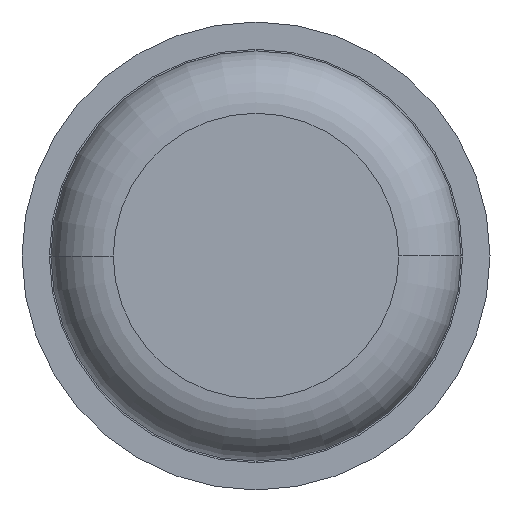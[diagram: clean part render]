
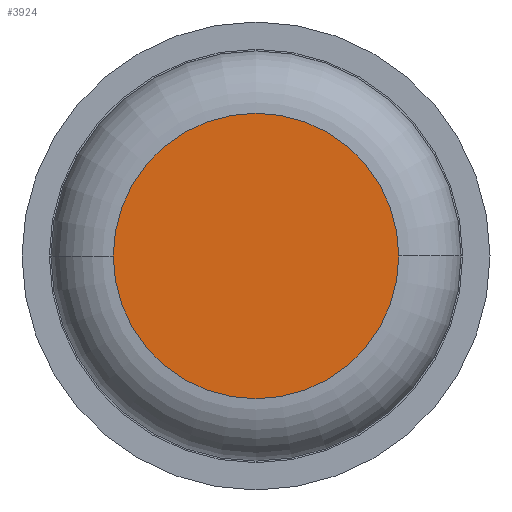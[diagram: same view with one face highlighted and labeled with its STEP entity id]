
A CAD part, front view. The second image highlights one B-rep face of the part: STEP entity #3924.
In plain terms, the highlighted planar face has unit normal (0, -1, 0).
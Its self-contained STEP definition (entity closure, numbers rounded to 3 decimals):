
#194 = EDGE_CURVE ( 'Defeature ausgef�hrt1_6+Defeature ausgef�hrt1_7+Defeature ausgef�hrt1_7+Defeature ausgef�hrt1_7', #606, #4002, #2458, .T. ) ;
#443 = EDGE_CURVE ( 'Defeature ausgef�hrt1_6+Defeature ausgef�hrt1_7+Defeature ausgef�hrt1_7+Defeature ausgef�hrt1_7', #4002, #606, #1335, .T. ) ;
#606 = VERTEX_POINT ( 'NONE', #1772 ) ;
#925 = AXIS2_PLACEMENT_3D ( 'NONE', #1278, #980, #1577 ) ;
#980 = DIRECTION ( 'NONE',  ( 0., -1., 0. ) ) ;
#1271 = FACE_OUTER_BOUND ( 'NONE', #3457, .T. ) ;
#1278 = CARTESIAN_POINT ( 'NONE',  ( 0., 0., 0. ) ) ;
#1335 = CIRCLE ( 'NONE', #925, 0.915 ) ;
#1492 = AXIS2_PLACEMENT_3D ( 'NONE', #1869, #2795, #1525 ) ;
#1525 = DIRECTION ( 'NONE',  ( -1., 0., 0. ) ) ;
#1577 = DIRECTION ( 'NONE',  ( -1., 0., 0. ) ) ;
#1629 = DIRECTION ( 'NONE',  ( 0., 1., 0. ) ) ;
#1772 = CARTESIAN_POINT ( 'NONE',  ( 0.915, 0., 0. ) ) ;
#1869 = CARTESIAN_POINT ( 'NONE',  ( 0., 0., 0. ) ) ;
#1901 = CARTESIAN_POINT ( 'NONE',  ( 0., 0., 0. ) ) ;
#1922 = DIRECTION ( 'NONE',  ( -1., 0., 0. ) ) ;
#2283 = AXIS2_PLACEMENT_3D ( 'NONE', #1901, #1629, #1922 ) ;
#2458 = CIRCLE ( 'NONE', #1492, 0.915 ) ;
#2795 = DIRECTION ( 'NONE',  ( 0., -1., 0. ) ) ;
#3227 = CARTESIAN_POINT ( 'NONE',  ( -0.915, 0., 0. ) ) ;
#3457 = EDGE_LOOP ( 'NONE', ( #3868, #3764 ) ) ;
#3764 = ORIENTED_EDGE ( 'NONE', *, *, #194, .T. ) ;
#3771 = PLANE ( 'NONE',  #2283 ) ;
#3868 = ORIENTED_EDGE ( 'NONE', *, *, #443, .T. ) ;
#3924 = ADVANCED_FACE ( 'Defeature ausgef�hrt1_6', ( #1271 ), #3771, .F. ) ;
#4002 = VERTEX_POINT ( 'NONE', #3227 ) ;
